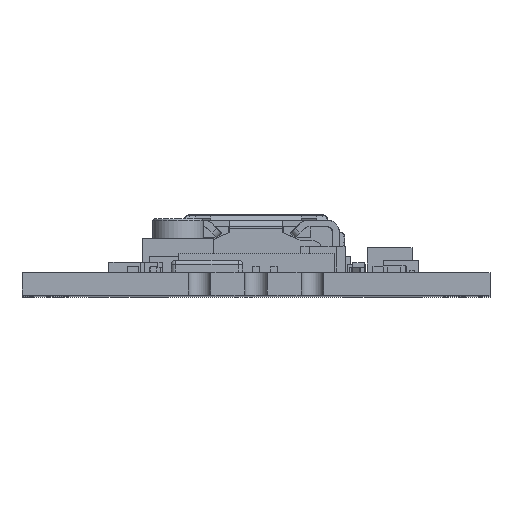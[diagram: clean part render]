
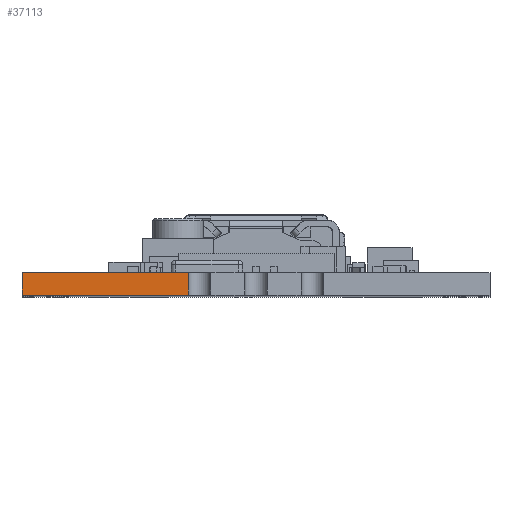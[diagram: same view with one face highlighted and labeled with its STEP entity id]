
A CAD part, top view. The second image highlights one B-rep face of the part: STEP entity #37113.
In plain terms, the highlighted planar face has unit normal (0, 0, 1).
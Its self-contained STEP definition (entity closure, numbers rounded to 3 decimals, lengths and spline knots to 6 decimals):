
#12518=ORIENTED_EDGE('',*,*,#17572,.F.);
#12519=ORIENTED_EDGE('',*,*,#17579,.F.);
#12520=ORIENTED_EDGE('',*,*,#18405,.F.);
#12521=ORIENTED_EDGE('',*,*,#17618,.T.);
#12522=ORIENTED_EDGE('',*,*,#17608,.T.);
#12523=ORIENTED_EDGE('',*,*,#18406,.F.);
#12524=ORIENTED_EDGE('',*,*,#18407,.F.);
#12525=ORIENTED_EDGE('',*,*,#18272,.T.);
#17572=EDGE_CURVE('',#21050,#21047,#24642,.T.);
#17579=EDGE_CURVE('',#21057,#21050,#24647,.T.);
#17608=EDGE_CURVE('',#21077,#21080,#24668,.T.);
#17618=EDGE_CURVE('',#21087,#21077,#24674,.T.);
#18272=EDGE_CURVE('',#21595,#21047,#25128,.T.);
#18405=EDGE_CURVE('',#21087,#21057,#25177,.T.);
#18406=EDGE_CURVE('',#21724,#21080,#25178,.T.);
#18407=EDGE_CURVE('',#21595,#21724,#25179,.T.);
#21047=VERTEX_POINT('',#64404);
#21050=VERTEX_POINT('',#64409);
#21057=VERTEX_POINT('',#64425);
#21077=VERTEX_POINT('',#64479);
#21080=VERTEX_POINT('',#64484);
#21087=VERTEX_POINT('',#64503);
#21595=VERTEX_POINT('',#65859);
#21724=VERTEX_POINT('',#66125);
#24642=LINE('',#64410,#28221);
#24647=LINE('',#64426,#28226);
#24668=LINE('',#64485,#28247);
#24674=LINE('',#64505,#28253);
#25128=LINE('',#65858,#28707);
#25177=LINE('',#66123,#28756);
#25178=LINE('',#66124,#28757);
#25179=LINE('',#66126,#28758);
#28221=VECTOR('',#51686,1.);
#28226=VECTOR('',#51699,1.);
#28247=VECTOR('',#51750,1.);
#28253=VECTOR('',#51770,1.);
#28707=VECTOR('',#53008,1.);
#28756=VECTOR('',#53231,1.);
#28757=VECTOR('',#53232,1.);
#28758=VECTOR('',#53233,1.);
#31113=EDGE_LOOP('',(#12518,#12519,#12520,#12521,#12522,#12523,#12524,#12525));
#33543=FACE_BOUND('',#31113,.T.);
#34947=PLANE('',#42866);
#37113=ADVANCED_FACE('',(#33543),#34947,.T.);
#42866=AXIS2_PLACEMENT_3D('',#66122,#53229,#53230);
#51686=DIRECTION('',(0.,-1.,0.));
#51699=DIRECTION('',(-1.,0.,0.));
#51750=DIRECTION('',(0.,1.,0.));
#51770=DIRECTION('',(-1.,0.,0.));
#53008=DIRECTION('',(1.,0.,0.));
#53229=DIRECTION('',(0.,0.,1.));
#53230=DIRECTION('',(1.,0.,0.));
#53231=DIRECTION('',(0.,-1.,0.));
#53232=DIRECTION('',(1.,0.,0.));
#53233=DIRECTION('',(0.,1.,0.));
#64404=CARTESIAN_POINT('',(-0.00334,-0.0005,0.0255));
#64409=CARTESIAN_POINT('',(-0.00334,-0.000499,0.0255));
#64410=CARTESIAN_POINT('',(-0.00334,-0.003079,0.0255));
#64425=CARTESIAN_POINT('',(-0.00304,-0.000499,0.0255));
#64426=CARTESIAN_POINT('',(-0.00334,-0.000499,0.0255));
#64479=CARTESIAN_POINT('',(-0.00334,0.000499,0.0255));
#64484=CARTESIAN_POINT('',(-0.00334,0.0005,0.0255));
#64485=CARTESIAN_POINT('',(-0.00334,-0.003079,0.0255));
#64503=CARTESIAN_POINT('',(-0.00304,0.000499,0.0255));
#64505=CARTESIAN_POINT('',(-0.0105,0.000499,0.0255));
#65858=CARTESIAN_POINT('',(-0.0105,-0.0005,0.0255));
#65859=CARTESIAN_POINT('',(-0.0105,-0.0005,0.0255));
#66122=CARTESIAN_POINT('',(-0.0105,-0.0005,0.0255));
#66123=CARTESIAN_POINT('',(-0.00304,0.0005,0.0255));
#66124=CARTESIAN_POINT('',(-0.0105,0.0005,0.0255));
#66125=CARTESIAN_POINT('',(-0.0105,0.0005,0.0255));
#66126=CARTESIAN_POINT('',(-0.0105,-0.0005,0.0255));
